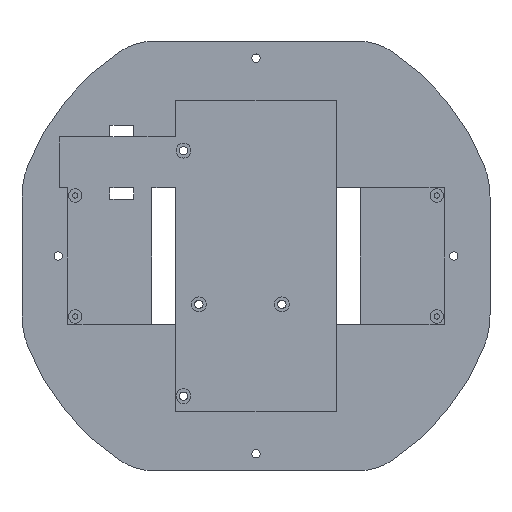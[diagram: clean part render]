
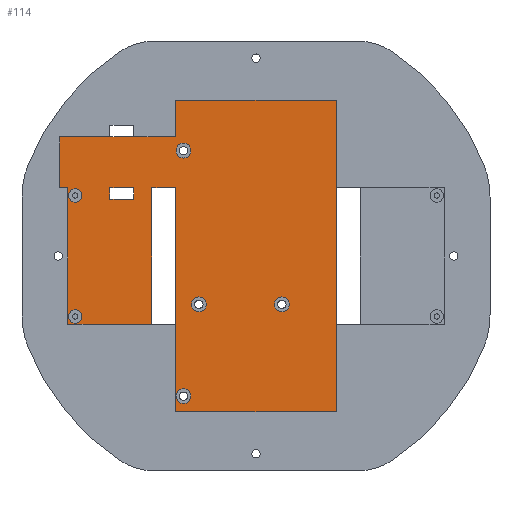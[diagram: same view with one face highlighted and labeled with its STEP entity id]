
A CAD part, top view. The second image highlights one B-rep face of the part: STEP entity #114.
In plain terms, the highlighted planar face has unit normal (0, 0, 1).
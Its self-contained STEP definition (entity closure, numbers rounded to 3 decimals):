
#114=ADVANCED_FACE('',(#472,#473,#474,#475,#476,#477,#478,#479),#194,.T.);
#194=PLANE('',#1431);
#242=LINE('',#1979,#357);
#243=LINE('',#1982,#358);
#244=LINE('',#1984,#359);
#245=LINE('',#1986,#360);
#246=LINE('',#1987,#361);
#247=LINE('',#1990,#362);
#248=LINE('',#1992,#363);
#249=LINE('',#1994,#364);
#250=LINE('',#1996,#365);
#251=LINE('',#1998,#366);
#252=LINE('',#2000,#367);
#253=LINE('',#2002,#368);
#254=LINE('',#2004,#369);
#255=LINE('',#2006,#370);
#256=LINE('',#2008,#371);
#257=LINE('',#2010,#372);
#258=LINE('',#2012,#373);
#259=LINE('',#2014,#374);
#260=LINE('',#2016,#375);
#261=LINE('',#2018,#376);
#262=LINE('',#2020,#377);
#357=VECTOR('',#1575,1.);
#358=VECTOR('',#1576,1.);
#359=VECTOR('',#1577,1.);
#360=VECTOR('',#1578,1.);
#361=VECTOR('',#1579,1.);
#362=VECTOR('',#1580,1.);
#363=VECTOR('',#1581,1.);
#364=VECTOR('',#1582,1.);
#365=VECTOR('',#1583,1.);
#366=VECTOR('',#1584,1.);
#367=VECTOR('',#1585,1.);
#368=VECTOR('',#1586,1.);
#369=VECTOR('',#1587,1.);
#370=VECTOR('',#1588,1.);
#371=VECTOR('',#1589,1.);
#372=VECTOR('',#1590,1.);
#373=VECTOR('',#1591,1.);
#374=VECTOR('',#1592,1.);
#375=VECTOR('',#1593,1.);
#376=VECTOR('',#1594,1.);
#377=VECTOR('',#1595,1.);
#472=FACE_BOUND('',#558,.T.);
#473=FACE_BOUND('',#559,.T.);
#474=FACE_BOUND('',#560,.T.);
#475=FACE_BOUND('',#561,.T.);
#476=FACE_BOUND('',#562,.T.);
#477=FACE_BOUND('',#563,.T.);
#478=FACE_BOUND('',#564,.T.);
#479=FACE_BOUND('',#565,.T.);
#558=EDGE_LOOP('',(#692));
#559=EDGE_LOOP('',(#693));
#560=EDGE_LOOP('',(#694,#695,#696,#697));
#561=EDGE_LOOP('',(#698,#699,#700,#701,#702,#703,#704,#705,#706,#707,#708,
#709,#710,#711,#712,#713,#714));
#562=EDGE_LOOP('',(#715));
#563=EDGE_LOOP('',(#716));
#564=EDGE_LOOP('',(#717));
#565=EDGE_LOOP('',(#718));
#692=ORIENTED_EDGE('',*,*,#1181,.F.);
#693=ORIENTED_EDGE('',*,*,#1182,.F.);
#694=ORIENTED_EDGE('',*,*,#1183,.T.);
#695=ORIENTED_EDGE('',*,*,#1184,.T.);
#696=ORIENTED_EDGE('',*,*,#1185,.T.);
#697=ORIENTED_EDGE('',*,*,#1186,.T.);
#698=ORIENTED_EDGE('',*,*,#1187,.F.);
#699=ORIENTED_EDGE('',*,*,#1188,.F.);
#700=ORIENTED_EDGE('',*,*,#1189,.F.);
#701=ORIENTED_EDGE('',*,*,#1190,.T.);
#702=ORIENTED_EDGE('',*,*,#1191,.F.);
#703=ORIENTED_EDGE('',*,*,#1192,.F.);
#704=ORIENTED_EDGE('',*,*,#1193,.F.);
#705=ORIENTED_EDGE('',*,*,#1194,.T.);
#706=ORIENTED_EDGE('',*,*,#1195,.T.);
#707=ORIENTED_EDGE('',*,*,#1196,.T.);
#708=ORIENTED_EDGE('',*,*,#1197,.T.);
#709=ORIENTED_EDGE('',*,*,#1198,.T.);
#710=ORIENTED_EDGE('',*,*,#1199,.F.);
#711=ORIENTED_EDGE('',*,*,#1200,.T.);
#712=ORIENTED_EDGE('',*,*,#1201,.T.);
#713=ORIENTED_EDGE('',*,*,#1202,.T.);
#714=ORIENTED_EDGE('',*,*,#1203,.T.);
#715=ORIENTED_EDGE('',*,*,#1204,.F.);
#716=ORIENTED_EDGE('',*,*,#1205,.F.);
#717=ORIENTED_EDGE('',*,*,#1206,.F.);
#718=ORIENTED_EDGE('',*,*,#1207,.F.);
#1050=VERTEX_POINT('',#1976);
#1051=VERTEX_POINT('',#1978);
#1052=VERTEX_POINT('',#1980);
#1053=VERTEX_POINT('',#1981);
#1054=VERTEX_POINT('',#1983);
#1055=VERTEX_POINT('',#1985);
#1056=VERTEX_POINT('',#1988);
#1057=VERTEX_POINT('',#1989);
#1058=VERTEX_POINT('',#1991);
#1059=VERTEX_POINT('',#1993);
#1060=VERTEX_POINT('',#1995);
#1061=VERTEX_POINT('',#1997);
#1062=VERTEX_POINT('',#1999);
#1063=VERTEX_POINT('',#2001);
#1064=VERTEX_POINT('',#2003);
#1065=VERTEX_POINT('',#2005);
#1066=VERTEX_POINT('',#2007);
#1067=VERTEX_POINT('',#2009);
#1068=VERTEX_POINT('',#2011);
#1069=VERTEX_POINT('',#2013);
#1070=VERTEX_POINT('',#2015);
#1071=VERTEX_POINT('',#2017);
#1072=VERTEX_POINT('',#2019);
#1073=VERTEX_POINT('',#2022);
#1074=VERTEX_POINT('',#2024);
#1075=VERTEX_POINT('',#2026);
#1076=VERTEX_POINT('',#2028);
#1181=EDGE_CURVE('',#1050,#1050,#1360,.T.);
#1182=EDGE_CURVE('',#1051,#1051,#1361,.T.);
#1183=EDGE_CURVE('',#1052,#1053,#242,.T.);
#1184=EDGE_CURVE('',#1053,#1054,#243,.T.);
#1185=EDGE_CURVE('',#1054,#1055,#244,.T.);
#1186=EDGE_CURVE('',#1055,#1052,#245,.T.);
#1187=EDGE_CURVE('',#1056,#1057,#246,.T.);
#1188=EDGE_CURVE('',#1058,#1056,#247,.T.);
#1189=EDGE_CURVE('',#1059,#1058,#248,.T.);
#1190=EDGE_CURVE('',#1059,#1060,#249,.T.);
#1191=EDGE_CURVE('',#1061,#1060,#250,.T.);
#1192=EDGE_CURVE('',#1062,#1061,#251,.T.);
#1193=EDGE_CURVE('',#1063,#1062,#252,.T.);
#1194=EDGE_CURVE('',#1063,#1064,#253,.T.);
#1195=EDGE_CURVE('',#1064,#1065,#254,.T.);
#1196=EDGE_CURVE('',#1065,#1066,#255,.T.);
#1197=EDGE_CURVE('',#1066,#1067,#256,.T.);
#1198=EDGE_CURVE('',#1067,#1068,#257,.T.);
#1199=EDGE_CURVE('',#1069,#1068,#258,.T.);
#1200=EDGE_CURVE('',#1069,#1070,#259,.T.);
#1201=EDGE_CURVE('',#1070,#1071,#260,.T.);
#1202=EDGE_CURVE('',#1071,#1072,#261,.T.);
#1203=EDGE_CURVE('',#1072,#1057,#262,.T.);
#1204=EDGE_CURVE('',#1073,#1073,#1362,.T.);
#1205=EDGE_CURVE('',#1074,#1074,#1363,.T.);
#1206=EDGE_CURVE('',#1075,#1075,#1364,.T.);
#1207=EDGE_CURVE('',#1076,#1076,#1365,.T.);
#1360=CIRCLE('',#1425,2.5);
#1361=CIRCLE('',#1426,2.5);
#1362=CIRCLE('',#1427,2.25);
#1363=CIRCLE('',#1428,2.25);
#1364=CIRCLE('',#1429,2.5);
#1365=CIRCLE('',#1430,2.5);
#1425=AXIS2_PLACEMENT_3D('',#1975,#1571,#1572);
#1426=AXIS2_PLACEMENT_3D('',#1977,#1573,#1574);
#1427=AXIS2_PLACEMENT_3D('',#2021,#1596,#1597);
#1428=AXIS2_PLACEMENT_3D('',#2023,#1598,#1599);
#1429=AXIS2_PLACEMENT_3D('',#2025,#1600,#1601);
#1430=AXIS2_PLACEMENT_3D('',#2027,#1602,#1603);
#1431=AXIS2_PLACEMENT_3D('',#2029,#1604,#1605);
#1571=DIRECTION('',(0.,0.,1.));
#1572=DIRECTION('',(1.,0.,0.));
#1573=DIRECTION('',(0.,0.,1.));
#1574=DIRECTION('',(1.,0.,0.));
#1575=DIRECTION('',(1.,0.,0.));
#1576=DIRECTION('',(0.,-1.,0.));
#1577=DIRECTION('',(-1.,0.,0.));
#1578=DIRECTION('',(0.,1.,0.));
#1579=DIRECTION('',(0.,1.,0.));
#1580=DIRECTION('',(-1.,0.,0.));
#1581=DIRECTION('',(0.,-1.,0.));
#1582=DIRECTION('',(0.,1.,0.));
#1583=DIRECTION('',(0.,-1.,0.));
#1584=DIRECTION('',(1.,0.,0.));
#1585=DIRECTION('',(0.,1.,0.));
#1586=DIRECTION('',(-1.,0.,0.));
#1587=DIRECTION('',(-1.,0.,0.));
#1588=DIRECTION('',(-1.,0.,0.));
#1589=DIRECTION('',(0.,-1.,0.));
#1590=DIRECTION('',(1.,0.,0.));
#1591=DIRECTION('',(0.,1.,0.));
#1592=DIRECTION('',(1.,0.,0.));
#1593=DIRECTION('',(0.,1.,0.));
#1594=DIRECTION('',(1.,0.,0.));
#1595=DIRECTION('',(0.,-1.,0.));
#1596=DIRECTION('',(0.,0.,1.));
#1597=DIRECTION('',(1.,0.,0.));
#1598=DIRECTION('',(0.,0.,1.));
#1599=DIRECTION('',(1.,0.,0.));
#1600=DIRECTION('',(0.,0.,1.));
#1601=DIRECTION('',(1.,0.,0.));
#1602=DIRECTION('',(0.,0.,1.));
#1603=DIRECTION('',(1.,0.,0.));
#1604=DIRECTION('',(0.,0.,1.));
#1605=DIRECTION('',(1.,0.,0.));
#1975=CARTESIAN_POINT('',(-24.35,35.4,0.));
#1976=CARTESIAN_POINT('',(-21.85,35.4,0.));
#1977=CARTESIAN_POINT('',(8.7,-16.25,0.));
#1978=CARTESIAN_POINT('',(11.2,-16.25,0.));
#1979=CARTESIAN_POINT('',(-35.,23.,0.));
#1980=CARTESIAN_POINT('',(-49.1,23.,0.));
#1981=CARTESIAN_POINT('',(-41.1,23.,0.));
#1982=CARTESIAN_POINT('',(-41.1,23.,0.));
#1983=CARTESIAN_POINT('',(-41.1,19.,0.));
#1984=CARTESIAN_POINT('',(-41.1,19.,0.));
#1985=CARTESIAN_POINT('',(-49.1,19.,0.));
#1986=CARTESIAN_POINT('',(-49.1,19.,0.));
#1987=CARTESIAN_POINT('',(-27.,-52.25,0.));
#1988=CARTESIAN_POINT('',(-27.,-52.25,0.));
#1989=CARTESIAN_POINT('',(-27.,-23.,0.));
#1990=CARTESIAN_POINT('',(27.,-52.25,0.));
#1991=CARTESIAN_POINT('',(27.,-52.25,0.));
#1992=CARTESIAN_POINT('',(27.,-23.,0.));
#1993=CARTESIAN_POINT('',(27.,-23.,0.));
#1994=CARTESIAN_POINT('',(27.,-23.,0.));
#1995=CARTESIAN_POINT('',(27.,23.,0.));
#1996=CARTESIAN_POINT('',(27.,52.25,0.));
#1997=CARTESIAN_POINT('',(27.,52.25,0.));
#1998=CARTESIAN_POINT('',(-27.,52.25,0.));
#1999=CARTESIAN_POINT('',(-27.,52.25,0.));
#2000=CARTESIAN_POINT('',(-27.,40.,0.));
#2001=CARTESIAN_POINT('',(-27.,40.,0.));
#2002=CARTESIAN_POINT('',(-27.,40.,0.));
#2003=CARTESIAN_POINT('',(-41.1,40.,0.));
#2004=CARTESIAN_POINT('',(-27.,40.,0.));
#2005=CARTESIAN_POINT('',(-49.1,40.,0.));
#2006=CARTESIAN_POINT('',(-27.,40.,0.));
#2007=CARTESIAN_POINT('',(-66.,40.,0.));
#2008=CARTESIAN_POINT('',(-66.,40.,0.));
#2009=CARTESIAN_POINT('',(-66.,23.,0.));
#2010=CARTESIAN_POINT('',(-35.,23.,0.));
#2011=CARTESIAN_POINT('',(-63.2,23.,0.));
#2012=CARTESIAN_POINT('',(-63.2,-23.,0.));
#2013=CARTESIAN_POINT('',(-63.2,-23.,0.));
#2014=CARTESIAN_POINT('',(-35.,-23.,0.));
#2015=CARTESIAN_POINT('',(-35.,-23.,0.));
#2016=CARTESIAN_POINT('',(-35.,-23.,0.));
#2017=CARTESIAN_POINT('',(-35.,23.,0.));
#2018=CARTESIAN_POINT('',(-35.,23.,0.));
#2019=CARTESIAN_POINT('',(-27.,23.,0.));
#2020=CARTESIAN_POINT('',(-27.,40.,0.));
#2021=CARTESIAN_POINT('',(-60.74,20.32,0.));
#2022=CARTESIAN_POINT('',(-58.49,20.32,0.));
#2023=CARTESIAN_POINT('',(-60.74,-20.32,0.));
#2024=CARTESIAN_POINT('',(-58.49,-20.32,0.));
#2025=CARTESIAN_POINT('',(-19.2,-16.25,0.));
#2026=CARTESIAN_POINT('',(-16.7,-16.25,0.));
#2027=CARTESIAN_POINT('',(-24.35,-47.1,0.));
#2028=CARTESIAN_POINT('',(-21.85,-47.1,0.));
#2029=CARTESIAN_POINT('',(0.,0.,0.));
